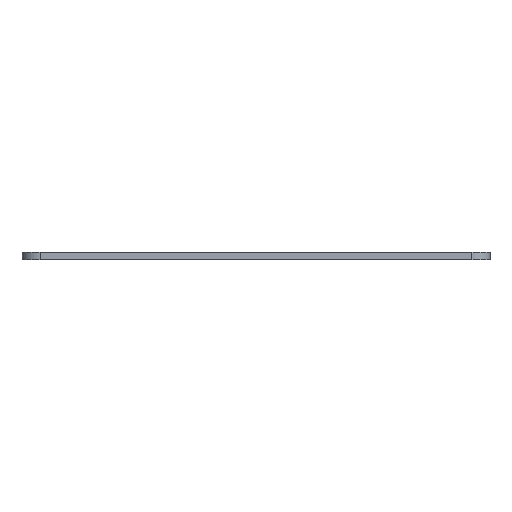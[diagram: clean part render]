
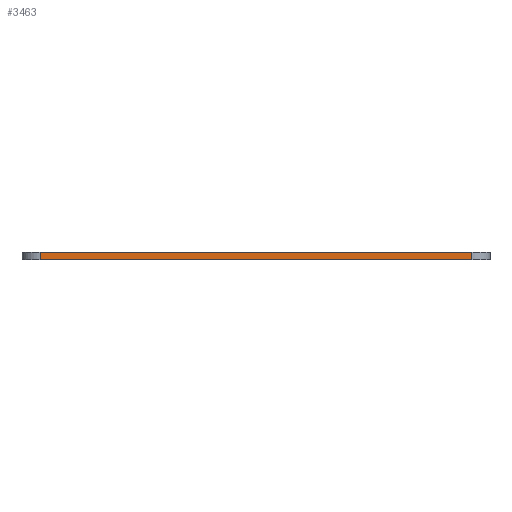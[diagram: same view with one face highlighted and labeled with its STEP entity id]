
A CAD part, left-side view. The second image highlights one B-rep face of the part: STEP entity #3463.
In plain terms, the highlighted planar face has unit normal (-1, 0, 0).
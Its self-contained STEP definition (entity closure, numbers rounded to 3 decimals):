
#186 = VERTEX_POINT('',#187);
#187 = CARTESIAN_POINT('',(-84.1,-45.6,0.));
#194 = EDGE_CURVE('',#186,#195,#197,.T.);
#195 = VERTEX_POINT('',#196);
#196 = CARTESIAN_POINT('',(-84.1,45.6,0.));
#197 = LINE('',#198,#199);
#198 = CARTESIAN_POINT('',(-84.1,-45.6,0.));
#199 = VECTOR('',#200,1.);
#200 = DIRECTION('',(0.,1.,0.));
#1815 = VERTEX_POINT('',#1816);
#1816 = CARTESIAN_POINT('',(-84.1,-45.6,1.606));
#1823 = EDGE_CURVE('',#1815,#1824,#1826,.T.);
#1824 = VERTEX_POINT('',#1825);
#1825 = CARTESIAN_POINT('',(-84.1,45.6,1.606));
#1826 = LINE('',#1827,#1828);
#1827 = CARTESIAN_POINT('',(-84.1,-45.6,1.606));
#1828 = VECTOR('',#1829,1.);
#1829 = DIRECTION('',(0.,1.,0.));
#3433 = EDGE_CURVE('',#195,#1824,#3434,.T.);
#3434 = LINE('',#3435,#3436);
#3435 = CARTESIAN_POINT('',(-84.1,45.6,0.));
#3436 = VECTOR('',#3437,1.);
#3437 = DIRECTION('',(0.,0.,1.));
#3463 = ADVANCED_FACE('',(#3464),#3475,.T.);
#3464 = FACE_BOUND('',#3465,.T.);
#3465 = EDGE_LOOP('',(#3466,#3472,#3473,#3474));
#3466 = ORIENTED_EDGE('',*,*,#3467,.T.);
#3467 = EDGE_CURVE('',#186,#1815,#3468,.T.);
#3468 = LINE('',#3469,#3470);
#3469 = CARTESIAN_POINT('',(-84.1,-45.6,0.));
#3470 = VECTOR('',#3471,1.);
#3471 = DIRECTION('',(0.,0.,1.));
#3472 = ORIENTED_EDGE('',*,*,#1823,.T.);
#3473 = ORIENTED_EDGE('',*,*,#3433,.F.);
#3474 = ORIENTED_EDGE('',*,*,#194,.F.);
#3475 = PLANE('',#3476);
#3476 = AXIS2_PLACEMENT_3D('',#3477,#3478,#3479);
#3477 = CARTESIAN_POINT('',(-84.1,-45.6,0.));
#3478 = DIRECTION('',(-1.,0.,0.));
#3479 = DIRECTION('',(0.,1.,0.));
